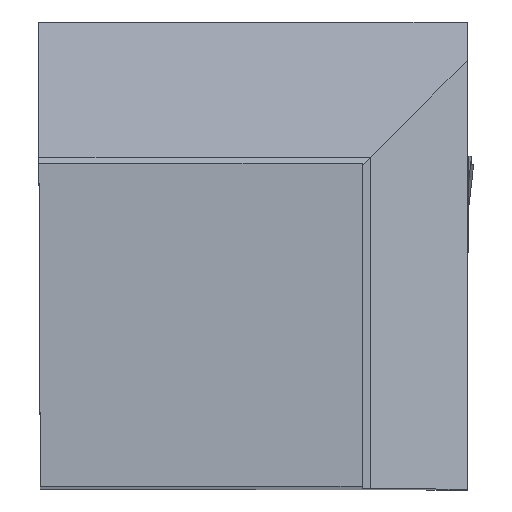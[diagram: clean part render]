
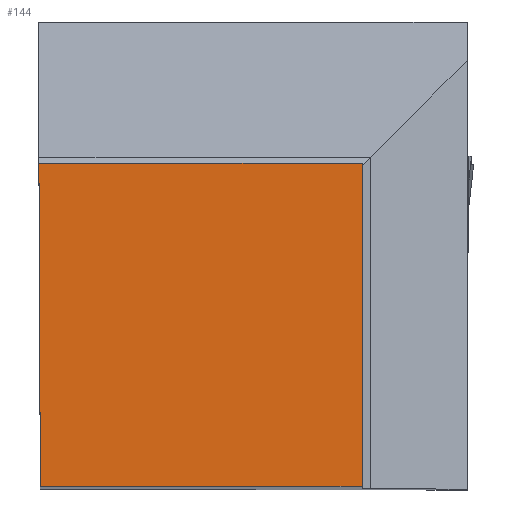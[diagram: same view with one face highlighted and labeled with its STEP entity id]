
A CAD part, top view. The second image highlights one B-rep face of the part: STEP entity #144.
In plain terms, the highlighted planar face has unit normal (0, 0, 1).
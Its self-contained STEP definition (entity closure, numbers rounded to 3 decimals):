
#144=ADVANCED_FACE('BLANK_BOXF006',(#236),#186,.F.);
#186=PLANE('',#1225);
#236=FACE_OUTER_BOUND('',#289,.T.);
#289=EDGE_LOOP('',(#549,#550,#551,#552));
#549=ORIENTED_EDGE('',*,*,#849,.T.);
#550=ORIENTED_EDGE('',*,*,#850,.T.);
#551=ORIENTED_EDGE('',*,*,#845,.T.);
#552=ORIENTED_EDGE('',*,*,#806,.T.);
#685=VERTEX_POINT('',#1773);
#686=VERTEX_POINT('',#1775);
#716=VERTEX_POINT('',#1849);
#719=VERTEX_POINT('',#1857);
#806=EDGE_CURVE('',#686,#685,#927,.T.);
#845=EDGE_CURVE('',#716,#686,#960,.T.);
#849=EDGE_CURVE('',#685,#719,#964,.T.);
#850=EDGE_CURVE('',#719,#716,#965,.T.);
#927=LINE('',#1774,#1042);
#960=LINE('',#1848,#1075);
#964=LINE('',#1856,#1079);
#965=LINE('',#1858,#1080);
#1042=VECTOR('',#1419,1.);
#1075=VECTOR('',#1474,1.);
#1079=VECTOR('',#1480,1.);
#1080=VECTOR('',#1481,1.);
#1225=AXIS2_PLACEMENT_3D('',#1859,#1482,#1483);
#1419=DIRECTION('',(1.,0.,0.));
#1474=DIRECTION('',(0.004,-1.,0.));
#1480=DIRECTION('',(0.,1.,0.));
#1481=DIRECTION('',(-1.,0.,0.));
#1482=DIRECTION('',(0.,0.,-1.));
#1483=DIRECTION('',(0.,-1.,0.));
#1773=CARTESIAN_POINT('',(18.923,0.,0.));
#1774=CARTESIAN_POINT('',(-126.5,0.,0.));
#1775=CARTESIAN_POINT('',(0.083,0.,0.));
#1848=CARTESIAN_POINT('',(-0.469,126.499,0.));
#1849=CARTESIAN_POINT('',(0.,18.923,0.));
#1856=CARTESIAN_POINT('',(18.923,-126.5,0.));
#1857=CARTESIAN_POINT('',(18.923,18.923,0.));
#1858=CARTESIAN_POINT('',(126.5,18.923,0.));
#1859=CARTESIAN_POINT('',(25.075,-5.,0.));
